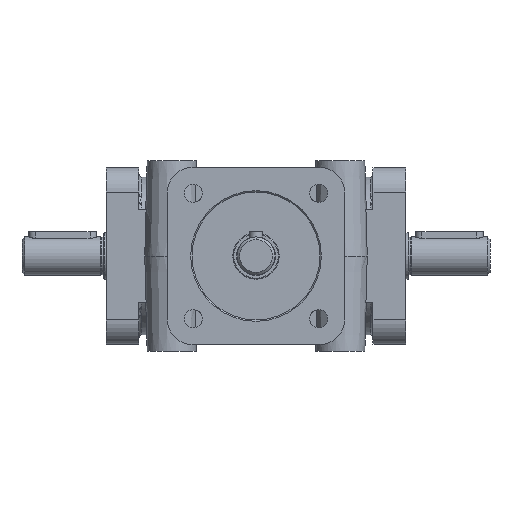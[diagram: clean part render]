
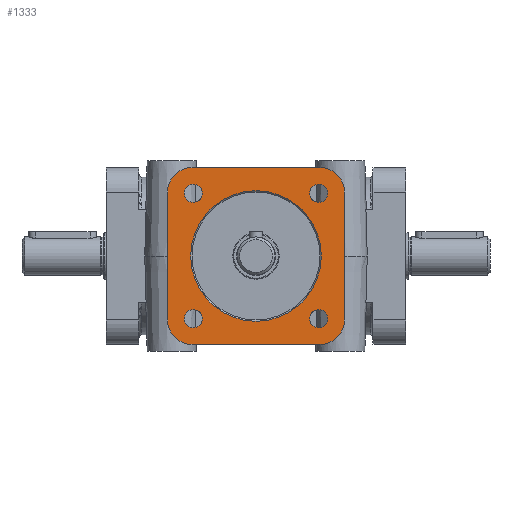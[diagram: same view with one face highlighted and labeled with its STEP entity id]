
A CAD part, front view. The second image highlights one B-rep face of the part: STEP entity #1333.
In plain terms, the highlighted planar face has unit normal (0, -1, 0).
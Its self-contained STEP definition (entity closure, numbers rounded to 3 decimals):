
#1333=ADVANCED_FACE('',(#3250,#3251,#3252,#3253,#3254,#3255),#3256,.F.);
#3250=FACE_OUTER_BOUND('',#8834,.T.);
#3251=FACE_BOUND('',#8835,.T.);
#3252=FACE_BOUND('',#8836,.T.);
#3253=FACE_BOUND('',#8837,.T.);
#3254=FACE_BOUND('',#8838,.T.);
#3255=FACE_BOUND('',#8839,.T.);
#3256=PLANE('',#8840);
#8834=EDGE_LOOP('',(#23924,#23925,#23926,#23927,#23928,#23929,#23930,#23931));
#8835=EDGE_LOOP('',(#23932,#23933));
#8836=EDGE_LOOP('',(#23934,#23935,#23936));
#8837=EDGE_LOOP('',(#23937,#23938,#23939));
#8838=EDGE_LOOP('',(#23940,#23941,#23942));
#8839=EDGE_LOOP('',(#23943,#23944,#23945));
#8840=AXIS2_PLACEMENT_3D('',#23946,#23947,#23948);
#23924=ORIENTED_EDGE('',*,*,#29538,.T.);
#23925=ORIENTED_EDGE('',*,*,#29535,.T.);
#23926=ORIENTED_EDGE('',*,*,#29532,.T.);
#23927=ORIENTED_EDGE('',*,*,#29529,.T.);
#23928=ORIENTED_EDGE('',*,*,#29526,.T.);
#23929=ORIENTED_EDGE('',*,*,#29523,.T.);
#23930=ORIENTED_EDGE('',*,*,#29520,.T.);
#23931=ORIENTED_EDGE('',*,*,#29516,.T.);
#23932=ORIENTED_EDGE('',*,*,#28256,.T.);
#23933=ORIENTED_EDGE('',*,*,#29550,.T.);
#23934=ORIENTED_EDGE('',*,*,#29551,.F.);
#23935=ORIENTED_EDGE('',*,*,#29552,.F.);
#23936=ORIENTED_EDGE('',*,*,#28422,.F.);
#23937=ORIENTED_EDGE('',*,*,#29553,.F.);
#23938=ORIENTED_EDGE('',*,*,#29554,.F.);
#23939=ORIENTED_EDGE('',*,*,#28429,.F.);
#23940=ORIENTED_EDGE('',*,*,#29084,.F.);
#23941=ORIENTED_EDGE('',*,*,#29083,.F.);
#23942=ORIENTED_EDGE('',*,*,#29023,.F.);
#23943=ORIENTED_EDGE('',*,*,#29078,.F.);
#23944=ORIENTED_EDGE('',*,*,#29077,.F.);
#23945=ORIENTED_EDGE('',*,*,#29028,.F.);
#23946=CARTESIAN_POINT('',(0.0,-90.0,0.0));
#23947=DIRECTION('',(0.0,1.0,0.0));
#23948=DIRECTION('',(1.0,0.0,-0.0));
#28256=EDGE_CURVE('',#31314,#31311,#31315,.T.);
#28422=EDGE_CURVE('',#31619,#31611,#31621,.T.);
#28429=EDGE_CURVE('',#31631,#31624,#31633,.T.);
#29023=EDGE_CURVE('',#32663,#32659,#32665,.T.);
#29028=EDGE_CURVE('',#32672,#32668,#32674,.T.);
#29077=EDGE_CURVE('',#32668,#32749,#32750,.T.);
#29078=EDGE_CURVE('',#32749,#32672,#32751,.T.);
#29083=EDGE_CURVE('',#32659,#32758,#32759,.T.);
#29084=EDGE_CURVE('',#32758,#32663,#32760,.T.);
#29516=EDGE_CURVE('',#33380,#33381,#33382,.T.);
#29520=EDGE_CURVE('',#33386,#33380,#33387,.T.);
#29523=EDGE_CURVE('',#33390,#33386,#33391,.T.);
#29526=EDGE_CURVE('',#33394,#33390,#33395,.T.);
#29529=EDGE_CURVE('',#33398,#33394,#33399,.T.);
#29532=EDGE_CURVE('',#33402,#33398,#33403,.T.);
#29535=EDGE_CURVE('',#33406,#33402,#33407,.T.);
#29538=EDGE_CURVE('',#33381,#33406,#33410,.T.);
#29550=EDGE_CURVE('',#31311,#31314,#33426,.T.);
#29551=EDGE_CURVE('',#33427,#31619,#33428,.T.);
#29552=EDGE_CURVE('',#31611,#33427,#33429,.T.);
#29553=EDGE_CURVE('',#33430,#31631,#33431,.T.);
#29554=EDGE_CURVE('',#31624,#33430,#33432,.T.);
#31311=VERTEX_POINT('',#36939);
#31314=VERTEX_POINT('',#36943);
#31315=CIRCLE('',#36944,24.0);
#31611=VERTEX_POINT('',#37901);
#31619=VERTEX_POINT('',#37910);
#31621=CIRCLE('',#37913,3.324);
#31624=VERTEX_POINT('',#37916);
#31631=VERTEX_POINT('',#37924);
#31633=CIRCLE('',#37927,3.324);
#32659=VERTEX_POINT('',#42119);
#32663=VERTEX_POINT('',#42124);
#32665=CIRCLE('',#42127,3.324);
#32668=VERTEX_POINT('',#42130);
#32672=VERTEX_POINT('',#42135);
#32674=CIRCLE('',#42138,3.324);
#32749=VERTEX_POINT('',#42638);
#32750=CIRCLE('',#42639,3.324);
#32751=CIRCLE('',#42640,3.324);
#32758=VERTEX_POINT('',#42647);
#32759=CIRCLE('',#42648,3.324);
#32760=CIRCLE('',#42649,3.324);
#33380=VERTEX_POINT('',#44433);
#33381=VERTEX_POINT('',#44434);
#33382=LINE('',#44435,#44436);
#33386=VERTEX_POINT('',#44442);
#33387=CIRCLE('',#44443,9.0);
#33390=VERTEX_POINT('',#44447);
#33391=LINE('',#44448,#44449);
#33394=VERTEX_POINT('',#44453);
#33395=CIRCLE('',#44454,9.0);
#33398=VERTEX_POINT('',#44458);
#33399=LINE('',#44459,#44460);
#33402=VERTEX_POINT('',#44464);
#33403=CIRCLE('',#44465,9.0);
#33406=VERTEX_POINT('',#44469);
#33407=LINE('',#44470,#44471);
#33410=CIRCLE('',#44475,9.0);
#33426=CIRCLE('',#44491,24.0);
#33427=VERTEX_POINT('',#44492);
#33428=CIRCLE('',#44493,3.324);
#33429=CIRCLE('',#44494,3.324);
#33430=VERTEX_POINT('',#44495);
#33431=CIRCLE('',#44496,3.324);
#33432=CIRCLE('',#44497,3.324);
#36939=CARTESIAN_POINT('',(0.,-90.0,-24.0));
#36943=CARTESIAN_POINT('',(0.,-90.0,24.0));
#36944=AXIS2_PLACEMENT_3D('',#51554,#51555,#51556);
#37901=CARTESIAN_POINT('',(23.0,-90.0,19.677));
#37910=CARTESIAN_POINT('',(23.0,-90.0,26.324));
#37913=AXIS2_PLACEMENT_3D('',#51741,#51742,#51743);
#37916=CARTESIAN_POINT('',(23.0,-90.0,-26.324));
#37924=CARTESIAN_POINT('',(23.0,-90.0,-19.677));
#37927=AXIS2_PLACEMENT_3D('',#51755,#51756,#51757);
#42119=CARTESIAN_POINT('',(-23.0,-90.0,-26.324));
#42124=CARTESIAN_POINT('',(-23.0,-90.0,-19.677));
#42127=AXIS2_PLACEMENT_3D('',#52372,#52373,#52374);
#42130=CARTESIAN_POINT('',(-23.0,-90.0,19.677));
#42135=CARTESIAN_POINT('',(-23.0,-90.0,26.324));
#42138=AXIS2_PLACEMENT_3D('',#52380,#52381,#52382);
#42638=CARTESIAN_POINT('',(-19.677,-90.0,23.0));
#42639=AXIS2_PLACEMENT_3D('',#52387,#52388,#52389);
#42640=AXIS2_PLACEMENT_3D('',#52390,#52391,#52392);
#42647=CARTESIAN_POINT('',(-19.677,-90.0,-23.0));
#42648=AXIS2_PLACEMENT_3D('',#52402,#52403,#52404);
#42649=AXIS2_PLACEMENT_3D('',#52405,#52406,#52407);
#44433=CARTESIAN_POINT('',(-32.5,-90.0,23.5));
#44434=CARTESIAN_POINT('',(-32.5,-90.0,-23.5));
#44435=CARTESIAN_POINT('',(-32.5,-90.0,23.5));
#44436=VECTOR('',#52868,1000.0);
#44442=CARTESIAN_POINT('',(-23.5,-90.0,32.5));
#44443=AXIS2_PLACEMENT_3D('',#52871,#52872,#52873);
#44447=CARTESIAN_POINT('',(23.5,-90.0,32.5));
#44448=CARTESIAN_POINT('',(23.5,-90.0,32.5));
#44449=VECTOR('',#52875,1000.0);
#44453=CARTESIAN_POINT('',(32.5,-90.0,23.5));
#44454=AXIS2_PLACEMENT_3D('',#52877,#52878,#52879);
#44458=CARTESIAN_POINT('',(32.5,-90.0,-23.5));
#44459=CARTESIAN_POINT('',(32.5,-90.0,-23.5));
#44460=VECTOR('',#52881,1000.0);
#44464=CARTESIAN_POINT('',(23.5,-90.0,-32.5));
#44465=AXIS2_PLACEMENT_3D('',#52883,#52884,#52885);
#44469=CARTESIAN_POINT('',(-23.5,-90.0,-32.5));
#44470=CARTESIAN_POINT('',(-23.5,-90.0,-32.5));
#44471=VECTOR('',#52887,1000.0);
#44475=AXIS2_PLACEMENT_3D('',#52889,#52890,#52891);
#44491=AXIS2_PLACEMENT_3D('',#52919,#52920,#52921);
#44492=CARTESIAN_POINT('',(26.324,-90.0,23.0));
#44493=AXIS2_PLACEMENT_3D('',#52922,#52923,#52924);
#44494=AXIS2_PLACEMENT_3D('',#52925,#52926,#52927);
#44495=CARTESIAN_POINT('',(26.324,-90.0,-23.0));
#44496=AXIS2_PLACEMENT_3D('',#52928,#52929,#52930);
#44497=AXIS2_PLACEMENT_3D('',#52931,#52932,#52933);
#51554=CARTESIAN_POINT('',(0.,-90.0,0.0));
#51555=DIRECTION('',(0.0,1.0,0.0));
#51556=DIRECTION('',(0.0,0.0,1.0));
#51741=CARTESIAN_POINT('',(23.0,-90.0,23.0));
#51742=DIRECTION('',(0.0,-1.0,0.0));
#51743=DIRECTION('',(1.0,0.0,0.0));
#51755=CARTESIAN_POINT('',(23.0,-90.0,-23.0));
#51756=DIRECTION('',(0.0,-1.0,0.0));
#51757=DIRECTION('',(1.0,0.0,0.0));
#52372=CARTESIAN_POINT('',(-23.0,-90.0,-23.0));
#52373=DIRECTION('',(0.0,-1.0,0.0));
#52374=DIRECTION('',(1.0,0.0,0.0));
#52380=CARTESIAN_POINT('',(-23.0,-90.0,23.0));
#52381=DIRECTION('',(0.0,-1.0,0.0));
#52382=DIRECTION('',(1.0,0.0,0.0));
#52387=CARTESIAN_POINT('',(-23.0,-90.0,23.0));
#52388=DIRECTION('',(0.0,-1.0,0.0));
#52389=DIRECTION('',(1.0,0.0,0.0));
#52390=CARTESIAN_POINT('',(-23.0,-90.0,23.0));
#52391=DIRECTION('',(0.0,-1.0,0.0));
#52392=DIRECTION('',(1.0,0.0,0.0));
#52402=CARTESIAN_POINT('',(-23.0,-90.0,-23.0));
#52403=DIRECTION('',(0.0,-1.0,0.0));
#52404=DIRECTION('',(1.0,0.0,0.0));
#52405=CARTESIAN_POINT('',(-23.0,-90.0,-23.0));
#52406=DIRECTION('',(0.0,-1.0,0.0));
#52407=DIRECTION('',(1.0,0.0,0.0));
#52868=DIRECTION('',(0.0,0.0,-1.0));
#52871=CARTESIAN_POINT('',(-23.5,-90.0,23.5));
#52872=DIRECTION('',(0.0,-1.0,0.0));
#52873=DIRECTION('',(1.0,0.0,0.0));
#52875=DIRECTION('',(-1.0,0.0,0.0));
#52877=CARTESIAN_POINT('',(23.5,-90.0,23.5));
#52878=DIRECTION('',(0.0,-1.0,0.0));
#52879=DIRECTION('',(1.0,0.0,0.0));
#52881=DIRECTION('',(0.0,0.0,1.0));
#52883=CARTESIAN_POINT('',(23.5,-90.0,-23.5));
#52884=DIRECTION('',(0.0,-1.0,0.0));
#52885=DIRECTION('',(-1.0,0.0,0.0));
#52887=DIRECTION('',(1.0,0.0,0.0));
#52889=CARTESIAN_POINT('',(-23.5,-90.0,-23.5));
#52890=DIRECTION('',(0.0,-1.0,0.0));
#52891=DIRECTION('',(1.0,0.0,0.0));
#52919=CARTESIAN_POINT('',(0.,-90.0,0.0));
#52920=DIRECTION('',(0.0,1.0,0.0));
#52921=DIRECTION('',(0.0,0.0,1.0));
#52922=CARTESIAN_POINT('',(23.0,-90.0,23.0));
#52923=DIRECTION('',(0.0,-1.0,0.0));
#52924=DIRECTION('',(1.0,0.0,0.0));
#52925=CARTESIAN_POINT('',(23.0,-90.0,23.0));
#52926=DIRECTION('',(0.0,-1.0,0.0));
#52927=DIRECTION('',(1.0,0.0,0.0));
#52928=CARTESIAN_POINT('',(23.0,-90.0,-23.0));
#52929=DIRECTION('',(0.0,-1.0,0.0));
#52930=DIRECTION('',(1.0,0.0,0.0));
#52931=CARTESIAN_POINT('',(23.0,-90.0,-23.0));
#52932=DIRECTION('',(0.0,-1.0,0.0));
#52933=DIRECTION('',(1.0,0.0,0.0));
